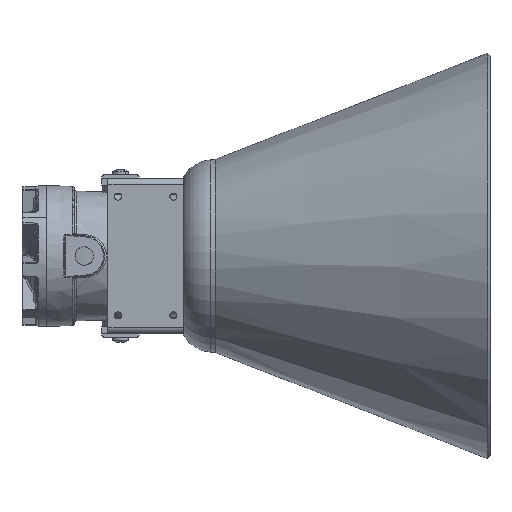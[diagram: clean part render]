
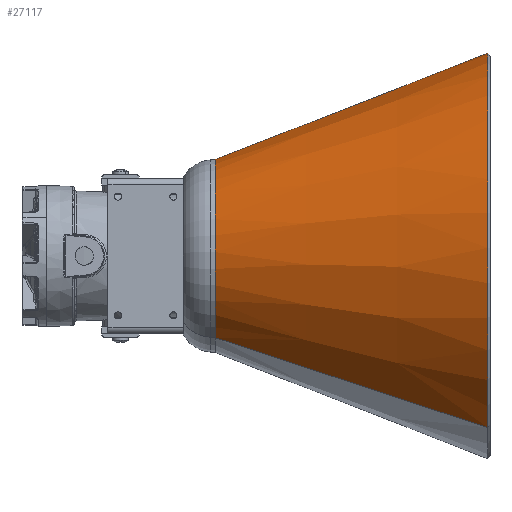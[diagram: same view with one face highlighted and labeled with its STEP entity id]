
A CAD part, front view. The second image highlights one B-rep face of the part: STEP entity #27117.
In plain terms, the highlighted conical face has half-angle 21.32 degrees and reference radius 96.015 mm.
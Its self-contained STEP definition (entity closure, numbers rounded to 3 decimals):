
#271 = LINE ( 'NONE', #10336, #1272 ) ;
#1272 = VECTOR ( 'NONE', #48268, 1000. ) ;
#1438 = AXIS2_PLACEMENT_3D ( 'NONE', #28658, #18302, #62430 ) ;
#3367 = FACE_OUTER_BOUND ( 'NONE', #25850, .T. ) ;
#5100 = VERTEX_POINT ( 'NONE', #62974 ) ;
#6443 = CIRCLE ( 'NONE', #37496, 201.607 ) ;
#6815 = DIRECTION ( 'NONE',  ( 0., 0., -1. ) ) ;
#10336 = CARTESIAN_POINT ( 'NONE',  ( -32.151, 0., -96.015 ) ) ;
#11686 = DIRECTION ( 'NONE',  ( 1., 0., 0. ) ) ;
#11761 = CARTESIAN_POINT ( 'NONE',  ( -32.151, 0., -96.015 ) ) ;
#11772 = CARTESIAN_POINT ( 'NONE',  ( -302.706, 0., -201.607 ) ) ;
#12330 = EDGE_CURVE ( 'NONE', #52154, #48807, #6443, .T. ) ;
#12762 = CARTESIAN_POINT ( 'NONE',  ( -302.706, 0., 0. ) ) ;
#13515 = DIRECTION ( 'NONE',  ( -0.932, 0., 0.364 ) ) ;
#18302 = DIRECTION ( 'NONE',  ( -1., 0., 0. ) ) ;
#25850 = EDGE_LOOP ( 'NONE', ( #51261, #26612, #33887, #61773 ) ) ;
#26612 = ORIENTED_EDGE ( 'NONE', *, *, #35784, .F. ) ;
#27117 = ADVANCED_FACE ( 'NONE', ( #3367 ), #31467, .T. ) ;
#28658 = CARTESIAN_POINT ( 'NONE',  ( -32.151, 0., 0. ) ) ;
#30504 = CARTESIAN_POINT ( 'NONE',  ( -32.151, 0., 0. ) ) ;
#31467 = CONICAL_SURFACE ( 'NONE', #1438, 96.015, 0.372 ) ;
#33887 = ORIENTED_EDGE ( 'NONE', *, *, #41226, .T. ) ;
#34130 = DIRECTION ( 'NONE',  ( 1., 0., 0. ) ) ;
#35784 = EDGE_CURVE ( 'NONE', #5100, #54262, #62025, .T. ) ;
#37496 = AXIS2_PLACEMENT_3D ( 'NONE', #12762, #34130, #48719 ) ;
#40784 = EDGE_CURVE ( 'NONE', #54262, #48807, #271, .T. ) ;
#41226 = EDGE_CURVE ( 'NONE', #5100, #52154, #44293, .T. ) ;
#44293 = LINE ( 'NONE', #57922, #55155 ) ;
#48268 = DIRECTION ( 'NONE',  ( -0.932, 0., -0.364 ) ) ;
#48719 = DIRECTION ( 'NONE',  ( 0., 0., -1. ) ) ;
#48807 = VERTEX_POINT ( 'NONE', #11772 ) ;
#50624 = AXIS2_PLACEMENT_3D ( 'NONE', #30504, #11686, #6815 ) ;
#51261 = ORIENTED_EDGE ( 'NONE', *, *, #40784, .F. ) ;
#52154 = VERTEX_POINT ( 'NONE', #57673 ) ;
#54262 = VERTEX_POINT ( 'NONE', #11761 ) ;
#55155 = VECTOR ( 'NONE', #13515, 1000. ) ;
#57673 = CARTESIAN_POINT ( 'NONE',  ( -302.706, 0., 201.607 ) ) ;
#57922 = CARTESIAN_POINT ( 'NONE',  ( -32.151, 0., 96.015 ) ) ;
#61773 = ORIENTED_EDGE ( 'NONE', *, *, #12330, .T. ) ;
#62025 = CIRCLE ( 'NONE', #50624, 96.015 ) ;
#62430 = DIRECTION ( 'NONE',  ( 0., 0., 1. ) ) ;
#62974 = CARTESIAN_POINT ( 'NONE',  ( -32.151, 0., 96.015 ) ) ;
